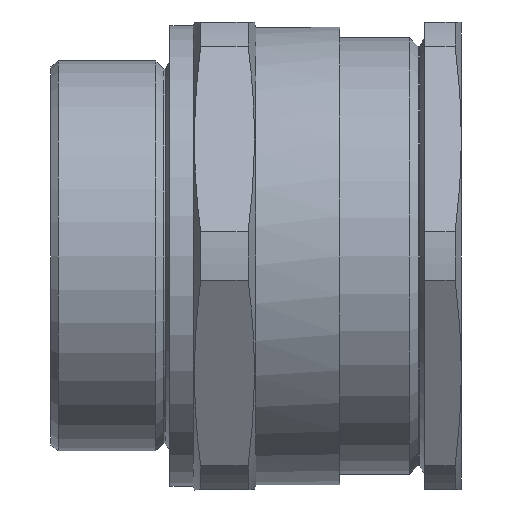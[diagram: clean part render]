
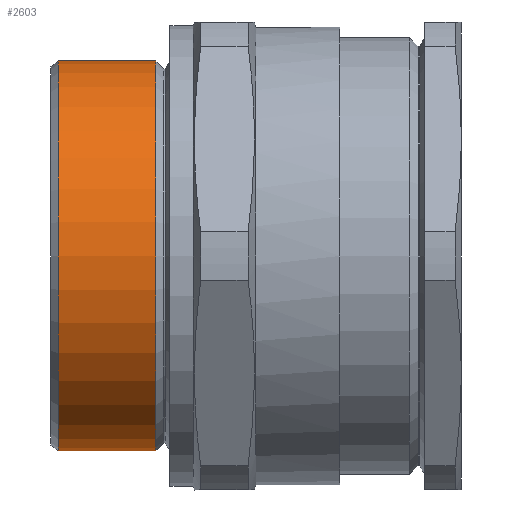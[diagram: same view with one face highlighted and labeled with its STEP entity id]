
A CAD part, front view. The second image highlights one B-rep face of the part: STEP entity #2603.
In plain terms, the highlighted cylindrical face has radius 25 mm (diameter 50 mm), a full revolution.
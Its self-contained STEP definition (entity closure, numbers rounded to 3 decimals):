
#30 = DIRECTION ( 'NONE',  ( 1., 0., 0. ) ) ;
#132 = AXIS2_PLACEMENT_3D ( 'NONE', #538, #30, #534 ) ;
#152 = AXIS2_PLACEMENT_3D ( 'NONE', #3226, #455, #628 ) ;
#284 = EDGE_CURVE ( 'NONE', #887, #887, #2328, .T. ) ;
#293 = EDGE_CURVE ( 'NONE', #885, #885, #2293, .T. ) ;
#399 = CARTESIAN_POINT ( 'NONE',  ( 13.5, 0., -25. ) ) ;
#401 = CARTESIAN_POINT ( 'NONE',  ( 1., 0., -25. ) ) ;
#455 = DIRECTION ( 'NONE',  ( 1., 0., 0. ) ) ;
#532 = DIRECTION ( 'NONE',  ( 0., 0., -1. ) ) ;
#534 = DIRECTION ( 'NONE',  ( 0., 0., -1. ) ) ;
#538 = CARTESIAN_POINT ( 'NONE',  ( 13.5, 0., 0. ) ) ;
#551 = DIRECTION ( 'NONE',  ( 1., 0., 0. ) ) ;
#552 = CARTESIAN_POINT ( 'NONE',  ( 37.1, 0., 0. ) ) ;
#628 = DIRECTION ( 'NONE',  ( 0., 0., -1. ) ) ;
#885 = VERTEX_POINT ( 'NONE', #399 ) ;
#887 = VERTEX_POINT ( 'NONE', #401 ) ;
#1145 = EDGE_LOOP ( 'NONE', ( #2387 ) ) ;
#1349 = CYLINDRICAL_SURFACE ( 'NONE', #3809, 25. ) ;
#1367 = FACE_OUTER_BOUND ( 'NONE', #1145, .T. ) ;
#1369 = FACE_OUTER_BOUND ( 'NONE', #2879, .T. ) ;
#2293 = CIRCLE ( 'NONE', #132, 25. ) ;
#2328 = CIRCLE ( 'NONE', #152, 25. ) ;
#2384 = ORIENTED_EDGE ( 'NONE', *, *, #293, .F. ) ;
#2387 = ORIENTED_EDGE ( 'NONE', *, *, #284, .T. ) ;
#2603 = ADVANCED_FACE ( 'NONE', ( #1369, #1367 ), #1349, .T. ) ;
#2879 = EDGE_LOOP ( 'NONE', ( #2384 ) ) ;
#3226 = CARTESIAN_POINT ( 'NONE',  ( 1., 0., 0. ) ) ;
#3809 = AXIS2_PLACEMENT_3D ( 'NONE', #552, #551, #532 ) ;
